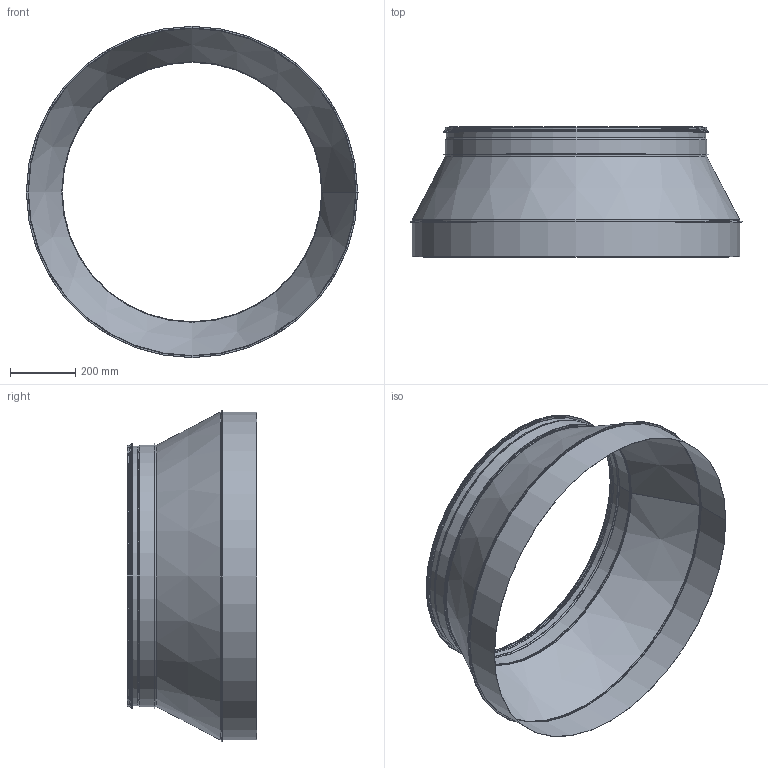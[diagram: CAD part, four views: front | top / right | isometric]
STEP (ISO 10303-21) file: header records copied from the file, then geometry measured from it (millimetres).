
FILE_DESCRIPTION((''),'2;1');
FILE_NAME('HFCM_1000-800.stp','2014-02-19T14:09:33',(''),(''),'Autodesk Inventor 2013','Autodesk Inventor 2013','');
FILE_SCHEMA(('AUTOMOTIVE_DESIGN { 1 2 10303 214 0 1 1 1 }'));
Length unit declared in the file: millimetre
Products named in the file (6): HFCM_1000-800; MuffMedFals-1000; KonFallsadHFCM_1000-800; StosMedFals-800; StosMedFalsRörämne-800; 999012
Assembly tree (5 placements, depth 3):
  HFCM_1000-800
    MuffMedFals-1000
    KonFallsadHFCM_1000-800
    StosMedFals-800
      StosMedFalsRörämne-800
      999012
Bounding box: 1015 x 397 x 1015 mm (x, y, z)
Volume: 816380 mm3; surface area: 2787815.3 mm2
Topology: 4 solids, 4 shells, 133 faces, 261 edges, 139 vertices
Faces by surface type: plane 73, torus 30, cylinder 22, cone 8
Full cylindrical faces by diameter (mm): 792.85 x1, 793.85 x1, 795.05 x1, 797.45 x1, 797.65 x5, 798.65 x3, 801.65 x1, 804.05 x1, 809.05 x1, 812.65 x1, 1000.1 x2, 1001.1 x1, 1001.3 x1, 1003.1 x1, 1012.3 x1
Entity records: 3581 total; most frequent: DIRECTION 662, CARTESIAN_POINT 530, ORIENTED_EDGE 494, AXIS2_PLACEMENT_3D 271, EDGE_CURVE 247, EDGE_LOOP 152, VERTEX_POINT 139, STYLED_ITEM 137
